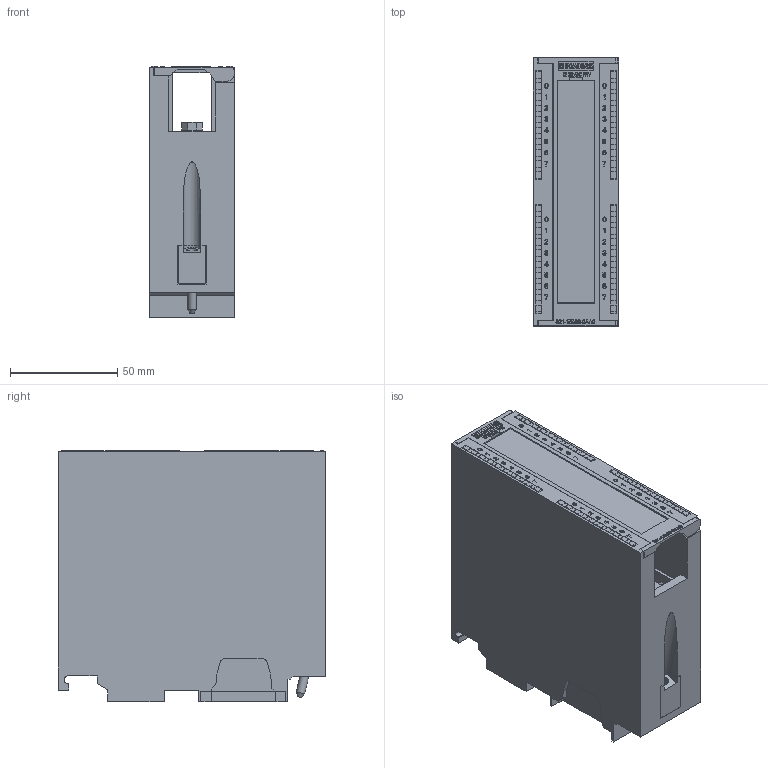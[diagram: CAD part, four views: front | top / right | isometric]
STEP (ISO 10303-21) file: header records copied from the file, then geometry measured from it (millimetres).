
FILE_DESCRIPTION(/* description */ (''),/* implementation_level */ '2;1');
FILE_NAME(/* name */ '6es73211bl000aa0_001_3d.stp',/* time_stamp */ '2010-10-11T16:15:50+02:00',/* author */ ('Attila Garai'),/* organization */ ('Siemens'),/* preprocessor_version */ 'ST-DEVELOPER v11',/* originating_system */ 'SIEMENS UGS NX 6.0',/* authorisation */ '');
FILE_SCHEMA (('AUTOMOTIVE_DESIGN { 1 0 10303 214 1 1 1 1 }'));
Length unit declared in the file: millimetre
Products named in the file (5): A5E30175321A_001; A5E30216380A_001; A5E30175385A_001; A5E30194371A_001; A5E30175326A_001
Assembly tree (4 placements, depth 2):
  A5E30175326A_001
    A5E30194371A_001
    A5E30175385A_001
    A5E30216380A_001
    A5E30175321A_001
Bounding box: 40 x 125 x 117.3 mm (x, y, z)
Volume: 454983.4 mm3; surface area: 80941.2 mm2
Topology: 144 solids, 149 shells, 1589 faces, 3690 edges, 2407 vertices
Faces by surface type: plane 1399, extrusion 119, cylinder 70, cone 1
Full cylindrical faces by diameter (mm): 2.8 x1, 2.9 x2, 4 x1, 5.2 x1, 8 x2
Entity records: 50585 total; most frequent: CARTESIAN_POINT 13729, ORIENTED_EDGE 7352, DIRECTION 6650, EDGE_CURVE 3676, VECTOR 3410, LINE 3291, VERTEX_POINT 2401, EDGE_LOOP 1669
